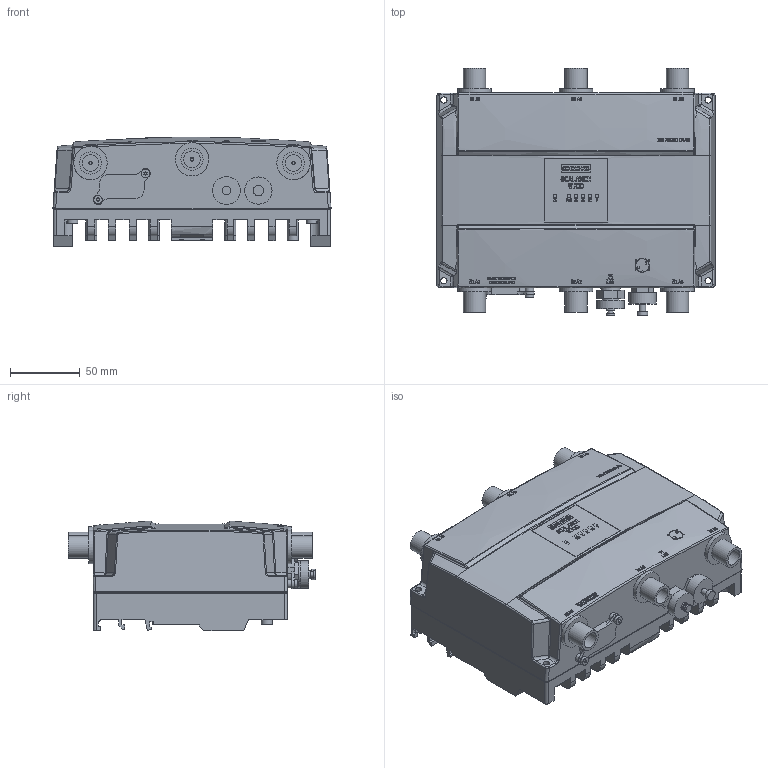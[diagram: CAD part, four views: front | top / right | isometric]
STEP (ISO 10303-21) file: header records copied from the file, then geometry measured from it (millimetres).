
FILE_DESCRIPTION (( 'STEP AP214' ), '1' );
FILE_NAME ('6GK57882GD000AA0_001_STEP.STEP', '2013-07-31T14:44:32', ( '' ), ( '' ), 'SwSTEP 2.0', 'SolidWorks 2013', '' );
FILE_SCHEMA (( 'AUTOMOTIVE_DESIGN' ));
Length unit declared in the file: millimetre
Products named in the file (3): 6GK57882GD000AA0_001_STEP; Body; Beschriftung
Assembly tree (2 placements, depth 2):
  6GK57882GD000AA0_001_STEP
    Body
    Beschriftung
Bounding box: 200 x 177.67 x 78.95 mm (x, y, z)
Surface area: 155212.7 mm2 (no closed solid volume)
Topology: 0 solids, 118 shells, 807 faces, 3654 edges, 3018 vertices
Faces by surface type: plane 430, cylinder 212, bspline 145, torus 10, sphere 8, cone 2
Full cylindrical faces by diameter (mm): 2 x6, 2.705 x6, 3.8 x1, 4 x1, 4.5 x4, 4.721 x1, 6 x6, 7.5 x1, 8 x1, 12 x7, 14 x1, 16 x6, 19.6 x1, 20 x1, 24 x6
Entity records: 55638 total; most frequent: CARTESIAN_POINT 20308, ORIENTED_EDGE 5317, DIRECTION 4307, EDGE_CURVE 3578, VERTEX_POINT 2996, LINE 1869, VECTOR 1869, AXIS2_PLACEMENT_3D 1219
